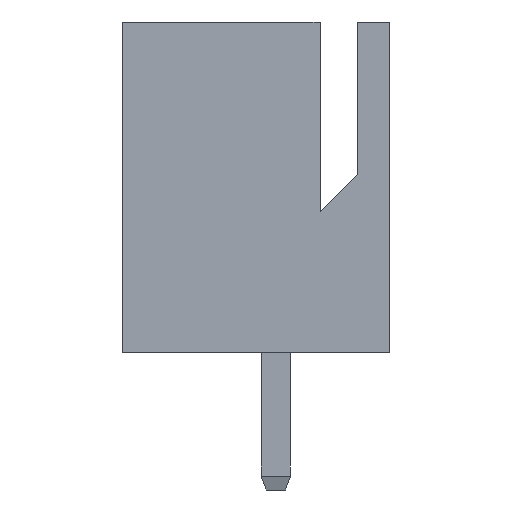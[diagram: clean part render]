
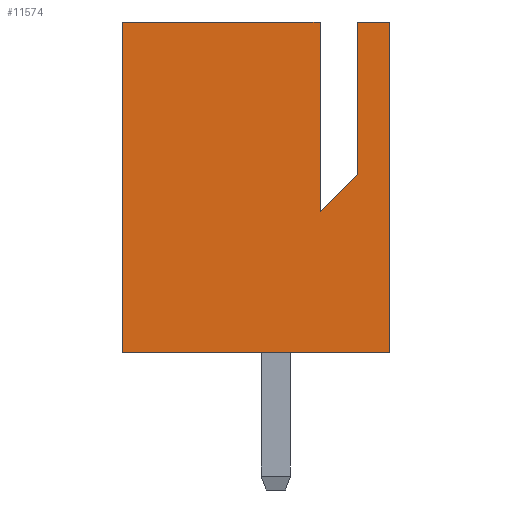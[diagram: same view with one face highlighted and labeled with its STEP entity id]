
A CAD part, left-side view. The second image highlights one B-rep face of the part: STEP entity #11574.
In plain terms, the highlighted planar face has unit normal (-1, 0, 0).
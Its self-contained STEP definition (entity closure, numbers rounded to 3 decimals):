
#689=ORIENTED_EDGE('',*,*,#2993,.T.);
#690=ORIENTED_EDGE('',*,*,#2994,.T.);
#691=ORIENTED_EDGE('',*,*,#2995,.T.);
#692=ORIENTED_EDGE('',*,*,#2804,.T.);
#693=ORIENTED_EDGE('',*,*,#2992,.F.);
#694=ORIENTED_EDGE('',*,*,#2811,.F.);
#695=ORIENTED_EDGE('',*,*,#2731,.T.);
#696=ORIENTED_EDGE('',*,*,#2996,.T.);
#2731=EDGE_CURVE('',#3922,#3921,#4669,.T.);
#2804=EDGE_CURVE('',#3945,#3990,#4742,.T.);
#2811=EDGE_CURVE('',#3922,#3996,#4749,.T.);
#2992=EDGE_CURVE('',#3996,#3990,#4930,.T.);
#2993=EDGE_CURVE('',#4131,#4132,#4931,.T.);
#2994=EDGE_CURVE('',#4132,#4133,#4932,.T.);
#2995=EDGE_CURVE('',#4133,#3945,#4933,.T.);
#2996=EDGE_CURVE('',#3921,#4131,#4934,.T.);
#3921=VERTEX_POINT('',#14384);
#3922=VERTEX_POINT('',#14386);
#3945=VERTEX_POINT('',#14440);
#3990=VERTEX_POINT('',#14531);
#3996=VERTEX_POINT('',#14546);
#4131=VERTEX_POINT('',#14897);
#4132=VERTEX_POINT('',#14898);
#4133=VERTEX_POINT('',#14900);
#4669=LINE('',#14385,#5595);
#4742=LINE('',#14532,#5668);
#4749=LINE('',#14545,#5675);
#4930=LINE('',#14894,#5856);
#4931=LINE('',#14896,#5857);
#4932=LINE('',#14899,#5858);
#4933=LINE('',#14901,#5859);
#4934=LINE('',#14902,#5860);
#5595=VECTOR('',#12531,1000.);
#5668=VECTOR('',#12614,1000.);
#5675=VECTOR('',#12623,1000.);
#5856=VECTOR('',#12870,1000.);
#5857=VECTOR('',#12873,1000.);
#5858=VECTOR('',#12874,1000.);
#5859=VECTOR('',#12875,1000.);
#5860=VECTOR('',#12876,1000.);
#6556=EDGE_LOOP('',(#689,#690,#691,#692,#693,#694,#695,#696));
#7084=FACE_BOUND('',#6556,.T.);
#7612=PLANE('',#12099);
#11574=ADVANCED_FACE('',(#7084),#7612,.T.);
#12099=AXIS2_PLACEMENT_3D('',#14895,#12871,#12872);
#12531=DIRECTION('',(0.,1.,0.));
#12614=DIRECTION('',(0.,0.,-1.));
#12623=DIRECTION('',(0.,0.,-1.));
#12870=DIRECTION('',(0.,1.,0.));
#12871=DIRECTION('',(-1.,0.,0.));
#12872=DIRECTION('',(0.,0.,1.));
#12873=DIRECTION('',(0.,0.707,-0.707));
#12874=DIRECTION('',(0.,0.,1.));
#12875=DIRECTION('',(0.,1.,0.));
#12876=DIRECTION('',(0.,0.,-1.));
#14384=CARTESIAN_POINT('',(-16.307,-1.778,7.214));
#14385=CARTESIAN_POINT('',(-16.307,-2.489,7.214));
#14386=CARTESIAN_POINT('',(-16.307,-2.489,7.214));
#14440=CARTESIAN_POINT('',(-16.307,3.353,7.214));
#14531=CARTESIAN_POINT('',(-16.307,3.353,0.));
#14532=CARTESIAN_POINT('',(-16.307,3.353,0.711));
#14545=CARTESIAN_POINT('',(-16.307,-2.489,0.711));
#14546=CARTESIAN_POINT('',(-16.307,-2.489,0.));
#14894=CARTESIAN_POINT('',(-16.307,-2.489,0.));
#14895=CARTESIAN_POINT('',(-16.307,-2.489,0.711));
#14896=CARTESIAN_POINT('',(-16.307,-1.778,3.886));
#14897=CARTESIAN_POINT('',(-16.307,-1.778,3.886));
#14898=CARTESIAN_POINT('',(-16.307,-0.965,3.073));
#14899=CARTESIAN_POINT('',(-16.307,-0.965,3.073));
#14900=CARTESIAN_POINT('',(-16.307,-0.965,7.214));
#14901=CARTESIAN_POINT('',(-16.307,-2.489,7.214));
#14902=CARTESIAN_POINT('',(-16.307,-1.778,7.214));
